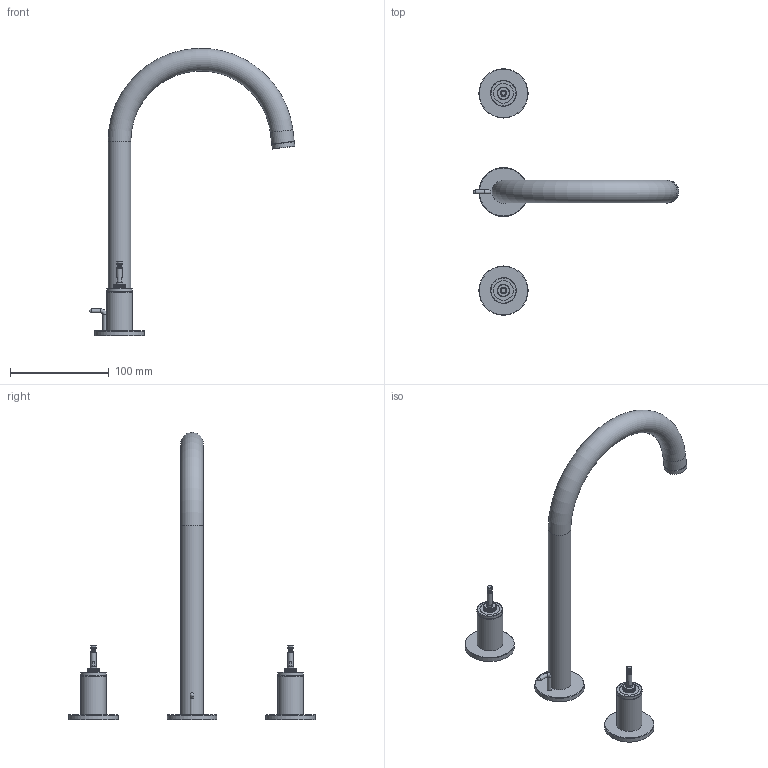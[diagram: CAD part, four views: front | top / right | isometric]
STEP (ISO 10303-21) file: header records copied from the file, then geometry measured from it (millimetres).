
FILE_DESCRIPTION(/* description */ ('Unknown'),/* implementation_level */ '2;1');
FILE_NAME(/* name */ '20593000',/* time_stamp */ '2022-09-27T18:46:06+02:00',/* author */ ('Unknown'),/* organization */ ('GROHE AG'),/* preprocessor_version */ 'ST-DEVELOPER v16.7',/* originating_system */ 'DEX',/* authorisation */ $);
FILE_SCHEMA (('AUTOMOTIVE_DESIGN {1 0 10303 214 3 1 1}'));
Length unit declared in the file: millimetre
Products named in the file (2): 20593000; id11
Assembly tree (1 placements, depth 2):
  20593000
    id11
Bounding box: 208.57 x 250 x 291.17 mm (x, y, z)
Volume: 9385.2 mm3; surface area: 57598.8 mm2
Topology: 1 solids, 19 shells, 382 faces, 1619 edges, 1257 vertices
Faces by surface type: plane 179, cylinder 171, torus 18, cone 7, bspline 6, sphere 1
Full cylindrical faces by diameter (mm): 3.5 x2, 4 x2, 5.5 x4, 6.55 x2, 23 x3, 26 x4, 50 x2
Entity records: 17044 total; most frequent: CARTESIAN_POINT 5110, DIRECTION 2364, ORIENTED_EDGE 1924, EDGE_CURVE 1551, VERTEX_POINT 1239, AXIS2_PLACEMENT_3D 910, LINE 544, VECTOR 544
